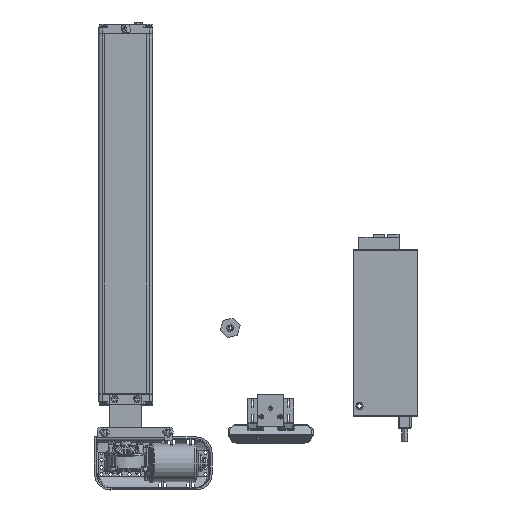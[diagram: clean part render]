
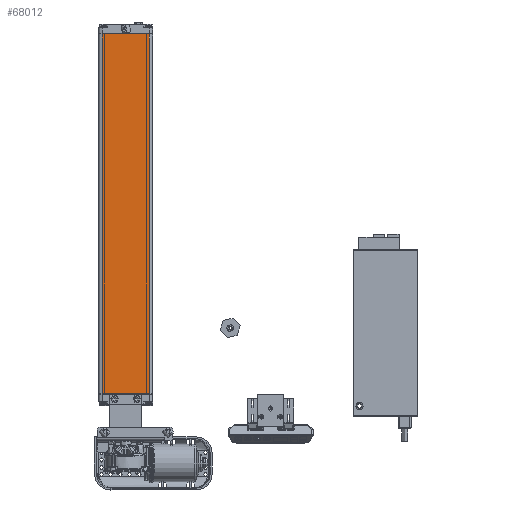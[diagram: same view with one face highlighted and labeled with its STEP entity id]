
A CAD part, top view. The second image highlights one B-rep face of the part: STEP entity #68012.
In plain terms, the highlighted planar face has unit normal (0, 0, 1).
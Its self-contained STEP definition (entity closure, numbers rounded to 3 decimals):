
#12928=FACE_OUTER_BOUND('',#16904,.T.);
#16904=EDGE_LOOP('',(#46399,#46400,#46401,#46402));
#21286=LINE('',#99356,#25294);
#21287=LINE('',#99358,#25295);
#21288=LINE('',#99360,#25296);
#21289=LINE('',#99361,#25297);
#25294=VECTOR('',#80507,569.5);
#25295=VECTOR('',#80508,75.);
#25296=VECTOR('',#80509,569.5);
#25297=VECTOR('',#80510,75.);
#29320=VERTEX_POINT('',#99354);
#29321=VERTEX_POINT('',#99355);
#29322=VERTEX_POINT('',#99357);
#29323=VERTEX_POINT('',#99359);
#35975=EDGE_CURVE('',#29320,#29321,#21286,.F.);
#35976=EDGE_CURVE('',#29322,#29320,#21287,.T.);
#35977=EDGE_CURVE('',#29323,#29322,#21288,.T.);
#35978=EDGE_CURVE('',#29321,#29323,#21289,.F.);
#46399=ORIENTED_EDGE('',*,*,#35975,.F.);
#46400=ORIENTED_EDGE('',*,*,#35976,.F.);
#46401=ORIENTED_EDGE('',*,*,#35977,.F.);
#46402=ORIENTED_EDGE('',*,*,#35978,.F.);
#66906=PLANE('',#72846);
#68012=ADVANCED_FACE('',(#12928),#66906,.T.);
#72846=AXIS2_PLACEMENT_3D('',#99353,#80505,#80506);
#80505=DIRECTION('center_axis',(0.,0.,1.));
#80506=DIRECTION('ref_axis',(1.,0.,0.));
#80507=DIRECTION('',(0.,-1.,0.));
#80508=DIRECTION('',(-1.,0.,0.));
#80509=DIRECTION('',(0.,-1.,0.));
#80510=DIRECTION('',(-1.,0.,0.));
#99353=CARTESIAN_POINT('Origin',(42.5,570.5,17.5));
#99354=CARTESIAN_POINT('',(-37.5,0.5,17.5));
#99355=CARTESIAN_POINT('',(-37.5,570.,17.5));
#99356=CARTESIAN_POINT('',(-37.5,570.,17.5));
#99357=CARTESIAN_POINT('',(37.5,0.5,17.5));
#99358=CARTESIAN_POINT('',(37.5,0.5,17.5));
#99359=CARTESIAN_POINT('',(37.5,570.,17.5));
#99360=CARTESIAN_POINT('',(37.5,570.,17.5));
#99361=CARTESIAN_POINT('',(37.5,570.,17.5));
